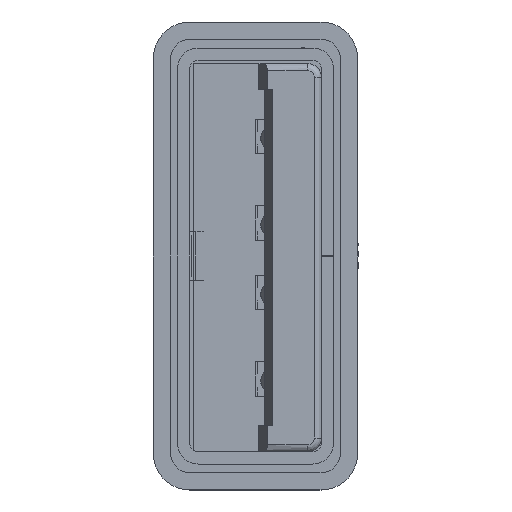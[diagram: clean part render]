
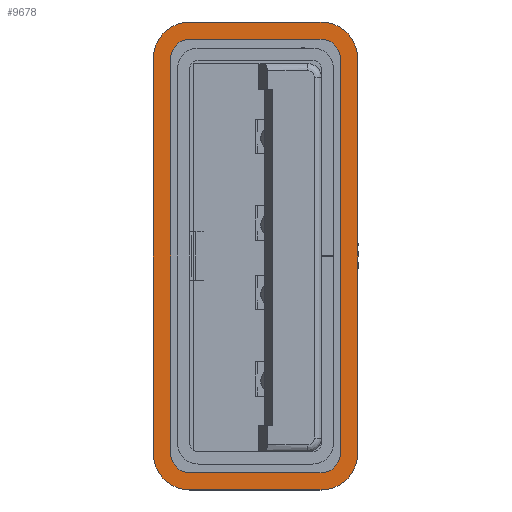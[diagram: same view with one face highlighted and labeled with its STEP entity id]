
A CAD part, left-side view. The second image highlights one B-rep face of the part: STEP entity #9678.
In plain terms, the highlighted face is planar.
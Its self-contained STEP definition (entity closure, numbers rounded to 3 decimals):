
#305 = CARTESIAN_POINT ( 'NONE',  ( -6.75, -1.89, 0. ) ) ;
#398 = LINE ( 'NONE', #6945, #34219 ) ;
#726 = CARTESIAN_POINT ( 'NONE',  ( -5.69, -2.95, 0. ) ) ;
#727 = ORIENTED_EDGE ( 'NONE', *, *, #10218, .F. ) ;
#1367 = ORIENTED_EDGE ( 'NONE', *, *, #7470, .F. ) ;
#1786 = CIRCLE ( 'NONE', #39978, 1.06 ) ;
#2361 = DIRECTION ( 'NONE',  ( 1., 0., 0. ) ) ;
#2391 = CARTESIAN_POINT ( 'NONE',  ( 6.75, 1.89, 0. ) ) ;
#2610 = AXIS2_PLACEMENT_3D ( 'NONE', #38866, #5960, #22662 ) ;
#3149 = DIRECTION ( 'NONE',  ( -1., 0., 0. ) ) ;
#3539 = CARTESIAN_POINT ( 'NONE',  ( -5.69, -2.95, 0. ) ) ;
#4082 = ORIENTED_EDGE ( 'NONE', *, *, #4693, .T. ) ;
#4668 = VERTEX_POINT ( 'NONE', #26543 ) ;
#4693 = EDGE_CURVE ( 'NONE', #30900, #4668, #38899, .T. ) ;
#5156 = DIRECTION ( 'NONE',  ( 0., 0., 1. ) ) ;
#5357 = VECTOR ( 'NONE', #22100, 1000. ) ;
#5960 = DIRECTION ( 'NONE',  ( 0., 0., 1. ) ) ;
#6025 = VERTEX_POINT ( 'NONE', #22979 ) ;
#6032 = EDGE_LOOP ( 'NONE', ( #29566, #4082, #14386, #42500, #11240, #27036, #40744, #13400 ) ) ;
#6328 = CARTESIAN_POINT ( 'NONE',  ( -5.69, 2.45, 0. ) ) ;
#6409 = DIRECTION ( 'NONE',  ( 1., 0., 0. ) ) ;
#6829 = LINE ( 'NONE', #13203, #38590 ) ;
#6840 = CARTESIAN_POINT ( 'NONE',  ( -5.69, -2.45, 0. ) ) ;
#6857 = CARTESIAN_POINT ( 'NONE',  ( -5.69, 2.95, 0. ) ) ;
#6945 = CARTESIAN_POINT ( 'NONE',  ( -6.25, 1.89, 0. ) ) ;
#6962 = AXIS2_PLACEMENT_3D ( 'NONE', #8682, #12277, #41781 ) ;
#6992 = VERTEX_POINT ( 'NONE', #37363 ) ;
#7470 = EDGE_CURVE ( 'NONE', #30799, #36418, #9159, .T. ) ;
#7525 = VERTEX_POINT ( 'NONE', #6840 ) ;
#7994 = DIRECTION ( 'NONE',  ( 1., 0., 0. ) ) ;
#7997 = DIRECTION ( 'NONE',  ( 0., 1., 0. ) ) ;
#8077 = CARTESIAN_POINT ( 'NONE',  ( 5.69, 2.45, 0. ) ) ;
#8313 = ORIENTED_EDGE ( 'NONE', *, *, #27969, .F. ) ;
#8578 = AXIS2_PLACEMENT_3D ( 'NONE', #28349, #12055, #2361 ) ;
#8682 = CARTESIAN_POINT ( 'NONE',  ( 5.69, 1.89, 0. ) ) ;
#8968 = EDGE_CURVE ( 'NONE', #41812, #30900, #11810, .T. ) ;
#9159 = LINE ( 'NONE', #29544, #29087 ) ;
#9678 = ADVANCED_FACE ( 'NONE', ( #17864, #31196 ), #25144, .F. ) ;
#9792 = DIRECTION ( 'NONE',  ( 0., 0., 1. ) ) ;
#9960 = ORIENTED_EDGE ( 'NONE', *, *, #32607, .F. ) ;
#10218 = EDGE_CURVE ( 'NONE', #36418, #41605, #18603, .T. ) ;
#10977 = AXIS2_PLACEMENT_3D ( 'NONE', #27571, #5156, #7994 ) ;
#11240 = ORIENTED_EDGE ( 'NONE', *, *, #26621, .T. ) ;
#11359 = CARTESIAN_POINT ( 'NONE',  ( 6.25, -1.89, 0. ) ) ;
#11505 = EDGE_CURVE ( 'NONE', #6025, #41812, #22646, .T. ) ;
#11810 = CIRCLE ( 'NONE', #25760, 1.06 ) ;
#12055 = DIRECTION ( 'NONE',  ( 0., 0., 1. ) ) ;
#12277 = DIRECTION ( 'NONE',  ( 0., 0., -1. ) ) ;
#12413 = VECTOR ( 'NONE', #7997, 1000. ) ;
#12504 = EDGE_CURVE ( 'NONE', #34544, #23599, #12968, .T. ) ;
#12651 = ORIENTED_EDGE ( 'NONE', *, *, #12504, .F. ) ;
#12968 = CIRCLE ( 'NONE', #28697, 0.56 ) ;
#13203 = CARTESIAN_POINT ( 'NONE',  ( -6.75, 1.89, 0. ) ) ;
#13400 = ORIENTED_EDGE ( 'NONE', *, *, #11505, .T. ) ;
#13423 = VECTOR ( 'NONE', #24908, 1000. ) ;
#13539 = DIRECTION ( 'NONE',  ( 0., -1., 0. ) ) ;
#13544 = CARTESIAN_POINT ( 'NONE',  ( -5.69, -1.89, 0. ) ) ;
#13967 = LINE ( 'NONE', #28756, #13423 ) ;
#14055 = LINE ( 'NONE', #38312, #5357 ) ;
#14209 = CARTESIAN_POINT ( 'NONE',  ( 5.69, 1.89, 0. ) ) ;
#14276 = DIRECTION ( 'NONE',  ( 0., 0., 1. ) ) ;
#14386 = ORIENTED_EDGE ( 'NONE', *, *, #14534, .T. ) ;
#14534 = EDGE_CURVE ( 'NONE', #4668, #15301, #1786, .T. ) ;
#14738 = CARTESIAN_POINT ( 'NONE',  ( -6.25, 1.89, 0. ) ) ;
#15301 = VERTEX_POINT ( 'NONE', #25752 ) ;
#15319 = CARTESIAN_POINT ( 'NONE',  ( 5.69, -2.95, 0. ) ) ;
#15506 = CARTESIAN_POINT ( 'NONE',  ( 6.25, 1.89, 0. ) ) ;
#15755 = DIRECTION ( 'NONE',  ( 0., 0., 1. ) ) ;
#16408 = DIRECTION ( 'NONE',  ( 1., 0., 0. ) ) ;
#17073 = EDGE_CURVE ( 'NONE', #33139, #31423, #39427, .T. ) ;
#17351 = VECTOR ( 'NONE', #3149, 1000. ) ;
#17475 = DIRECTION ( 'NONE',  ( -1., 0., 0. ) ) ;
#17864 = FACE_BOUND ( 'NONE', #31005, .T. ) ;
#18603 = CIRCLE ( 'NONE', #40690, 0.56 ) ;
#19139 = DIRECTION ( 'NONE',  ( 0., 1., 0. ) ) ;
#19748 = DIRECTION ( 'NONE',  ( 0., -1., 0. ) ) ;
#20883 = CIRCLE ( 'NONE', #2610, 1.06 ) ;
#21010 = ORIENTED_EDGE ( 'NONE', *, *, #36388, .F. ) ;
#21434 = CARTESIAN_POINT ( 'NONE',  ( 6.75, 1.89, 0. ) ) ;
#22100 = DIRECTION ( 'NONE',  ( 1., 0., 0. ) ) ;
#22112 = CIRCLE ( 'NONE', #8578, 1.06 ) ;
#22646 = LINE ( 'NONE', #21434, #12413 ) ;
#22662 = DIRECTION ( 'NONE',  ( 1., 0., 0. ) ) ;
#22979 = CARTESIAN_POINT ( 'NONE',  ( 6.75, -1.89, 0. ) ) ;
#23239 = EDGE_CURVE ( 'NONE', #15301, #23280, #6829, .T. ) ;
#23280 = VERTEX_POINT ( 'NONE', #305 ) ;
#23599 = VERTEX_POINT ( 'NONE', #14738 ) ;
#23623 = EDGE_CURVE ( 'NONE', #39407, #30799, #29742, .T. ) ;
#24908 = DIRECTION ( 'NONE',  ( -1., 0., 0. ) ) ;
#25144 = PLANE ( 'NONE',  #6962 ) ;
#25752 = CARTESIAN_POINT ( 'NONE',  ( -6.75, 1.89, 0. ) ) ;
#25760 = AXIS2_PLACEMENT_3D ( 'NONE', #14209, #37118, #17475 ) ;
#26400 = AXIS2_PLACEMENT_3D ( 'NONE', #13544, #9792, #16408 ) ;
#26543 = CARTESIAN_POINT ( 'NONE',  ( -5.69, 2.95, 0. ) ) ;
#26621 = EDGE_CURVE ( 'NONE', #23280, #33139, #20883, .T. ) ;
#26814 = EDGE_CURVE ( 'NONE', #23599, #6992, #398, .T. ) ;
#26944 = DIRECTION ( 'NONE',  ( 1., 0., 0. ) ) ;
#27036 = ORIENTED_EDGE ( 'NONE', *, *, #17073, .T. ) ;
#27571 = CARTESIAN_POINT ( 'NONE',  ( 5.69, -1.89, 0. ) ) ;
#27969 = EDGE_CURVE ( 'NONE', #6992, #7525, #32531, .T. ) ;
#28349 = CARTESIAN_POINT ( 'NONE',  ( 5.69, -1.89, 0. ) ) ;
#28697 = AXIS2_PLACEMENT_3D ( 'NONE', #37018, #37167, #26944 ) ;
#28756 = CARTESIAN_POINT ( 'NONE',  ( -5.69, 2.45, 0. ) ) ;
#29087 = VECTOR ( 'NONE', #19139, 1000. ) ;
#29544 = CARTESIAN_POINT ( 'NONE',  ( 6.25, 1.89, 0. ) ) ;
#29566 = ORIENTED_EDGE ( 'NONE', *, *, #8968, .T. ) ;
#29742 = CIRCLE ( 'NONE', #10977, 0.56 ) ;
#30585 = CARTESIAN_POINT ( 'NONE',  ( -5.69, 1.89, 0. ) ) ;
#30736 = VECTOR ( 'NONE', #6409, 1000. ) ;
#30799 = VERTEX_POINT ( 'NONE', #11359 ) ;
#30891 = DIRECTION ( 'NONE',  ( 1., 0., 0. ) ) ;
#30900 = VERTEX_POINT ( 'NONE', #35378 ) ;
#31005 = EDGE_LOOP ( 'NONE', ( #9960, #8313, #31040, #12651, #21010, #727, #1367, #40233 ) ) ;
#31040 = ORIENTED_EDGE ( 'NONE', *, *, #26814, .F. ) ;
#31196 = FACE_OUTER_BOUND ( 'NONE', #6032, .T. ) ;
#31423 = VERTEX_POINT ( 'NONE', #15319 ) ;
#32164 = CARTESIAN_POINT ( 'NONE',  ( 5.69, -2.45, 0. ) ) ;
#32531 = CIRCLE ( 'NONE', #26400, 0.56 ) ;
#32607 = EDGE_CURVE ( 'NONE', #7525, #39407, #14055, .T. ) ;
#33139 = VERTEX_POINT ( 'NONE', #726 ) ;
#34219 = VECTOR ( 'NONE', #13539, 1000. ) ;
#34544 = VERTEX_POINT ( 'NONE', #6328 ) ;
#35098 = DIRECTION ( 'NONE',  ( -1., 0., 0. ) ) ;
#35378 = CARTESIAN_POINT ( 'NONE',  ( 5.69, 2.95, 0. ) ) ;
#36309 = EDGE_CURVE ( 'NONE', #31423, #6025, #22112, .T. ) ;
#36388 = EDGE_CURVE ( 'NONE', #41605, #34544, #13967, .T. ) ;
#36418 = VERTEX_POINT ( 'NONE', #15506 ) ;
#37018 = CARTESIAN_POINT ( 'NONE',  ( -5.69, 1.89, 0. ) ) ;
#37118 = DIRECTION ( 'NONE',  ( 0., 0., 1. ) ) ;
#37167 = DIRECTION ( 'NONE',  ( 0., 0., 1. ) ) ;
#37363 = CARTESIAN_POINT ( 'NONE',  ( -6.25, -1.89, 0. ) ) ;
#38312 = CARTESIAN_POINT ( 'NONE',  ( -5.69, -2.45, 0. ) ) ;
#38590 = VECTOR ( 'NONE', #19748, 1000. ) ;
#38866 = CARTESIAN_POINT ( 'NONE',  ( -5.69, -1.89, 0. ) ) ;
#38899 = LINE ( 'NONE', #6857, #17351 ) ;
#39407 = VERTEX_POINT ( 'NONE', #32164 ) ;
#39427 = LINE ( 'NONE', #3539, #30736 ) ;
#39978 = AXIS2_PLACEMENT_3D ( 'NONE', #30585, #14276, #30891 ) ;
#40233 = ORIENTED_EDGE ( 'NONE', *, *, #23623, .F. ) ;
#40690 = AXIS2_PLACEMENT_3D ( 'NONE', #41820, #15755, #35098 ) ;
#40744 = ORIENTED_EDGE ( 'NONE', *, *, #36309, .T. ) ;
#41605 = VERTEX_POINT ( 'NONE', #8077 ) ;
#41781 = DIRECTION ( 'NONE',  ( -1., 0., 0. ) ) ;
#41812 = VERTEX_POINT ( 'NONE', #2391 ) ;
#41820 = CARTESIAN_POINT ( 'NONE',  ( 5.69, 1.89, 0. ) ) ;
#42500 = ORIENTED_EDGE ( 'NONE', *, *, #23239, .T. ) ;
